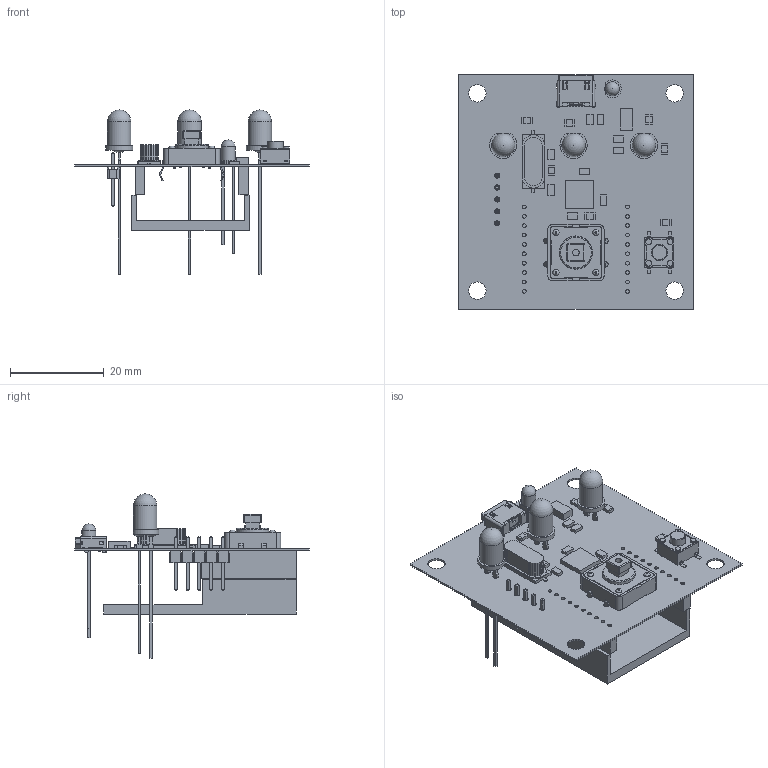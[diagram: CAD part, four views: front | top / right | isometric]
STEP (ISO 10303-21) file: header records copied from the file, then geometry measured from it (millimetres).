
FILE_DESCRIPTION(('Open CASCADE Model'),'2;1');
FILE_NAME('Open CASCADE Shape Model','2018-09-05T10:39:04',('Author'),( 'Open CASCADE'),'Open CASCADE STEP processor 6.8','Open CASCADE 6.8' ,'Unknown');
FILE_SCHEMA(('AUTOMOTIVE_DESIGN { 1 0 10303 214 1 1 1 1 }'));
Length unit declared in the file: millimetre
Products named in the file (85): PCB; Board; C1; 979657120; Extruded; C2; C3; 979657392; C4; C5; C6; C7; C8; C9; D1; 979656168; 1062440624; Sphere; 1062440752; Cylinder; 979656304; 979656440; D2; WL-TMRW_5mm; D3; D4; J1; Download_STP_629105150521; 629105150521; 629105150521_Pin; 629105150521_PinMasse; 629105150521_Shielding; 629105150521_ShieldingCover; J2; 61300511121; 6130xx11121_PIN; R1; 979656848; 979656984; R2 ...
Assembly tree (118 placements, depth 4):
  PCB
    Board
    C1
      979657120
        Extruded
    C2
      979657120
        Extruded
    C3
      979657392
        Extruded
    C4
      979657392
        Extruded
    C5
      979657120
        Extruded
    C6
      979657120
        Extruded
    C7
      979657392
        Extruded
    C8
      979657392
        Extruded
    C9
      979657392
        Extruded
    D1
      979656168
        Extruded
      1062440624
        Sphere
      1062440752
        Cylinder
      979656304
        Extruded
      979656440
        Extruded
    D2
      WL-TMRW_5mm
    D3
      WL-TMRW_5mm
    D4
      WL-TMRW_5mm
    J1
      Download_STP_629105150521
        629105150521
        629105150521_Pin  x4
        629105150521_PinMasse
        629105150521_Shielding
        629105150521_ShieldingCover
    J2
      61300511121
        6130xx11121_PIN  x5
        61300511121
    R1
      979656848  x2
        Extruded
Bounding box: 50.04 x 50.04 x 35 mm (x, y, z)
Volume: 5466.4 mm3; surface area: 12103.6 mm2
Topology: 68 solids, 68 shells, 1528 faces, 4074 edges, 2682 vertices
Faces by surface type: plane 1182, cylinder 293, bspline 26, sphere 14, torus 11, cone 2
Full cylindrical faces by diameter (mm): 0.6 x2, 0.8 x22, 1 x16, 1.1 x5, 1.2 x8, 1.4 x1, 3 x1, 3.25 x1, 3.5 x1, 3.7 x4, 5 x3, 6.95 x1, 7.1 x1
Entity records: 47296 total; most frequent: CARTESIAN_POINT 7609, ORIENTED_EDGE 6638, DIRECTION 6450, EDGE_CURVE 3319, LINE 2648, VECTOR 2648, VERTEX_POINT 2195, AXIS2_PLACEMENT_3D 1901
